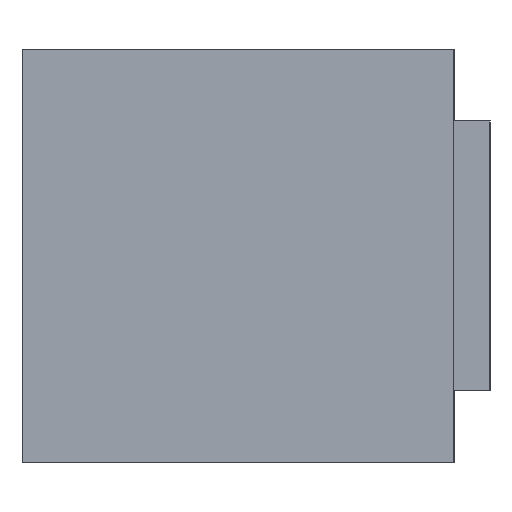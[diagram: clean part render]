
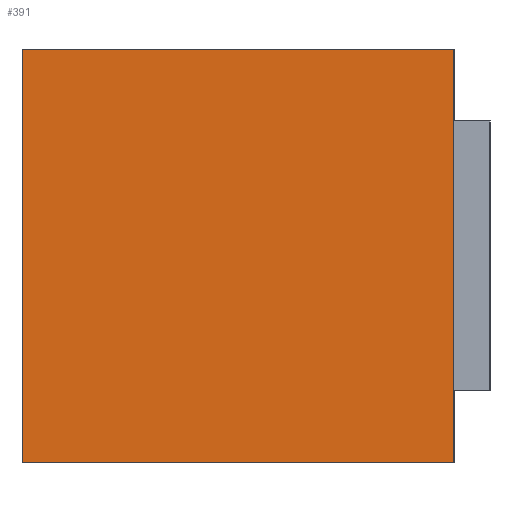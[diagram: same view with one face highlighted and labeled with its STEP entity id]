
A CAD part, left-side view. The second image highlights one B-rep face of the part: STEP entity #391.
In plain terms, the highlighted planar face has unit normal (-1, 0, 0).
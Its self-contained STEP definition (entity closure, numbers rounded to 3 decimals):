
#20 = CARTESIAN_POINT ( 'NONE',  ( -3.3, 2.6, 1.15 ) ) ;
#25 = CARTESIAN_POINT ( 'NONE',  ( -3.3, 0.2, 1.15 ) ) ;
#32 = CARTESIAN_POINT ( 'NONE',  ( -3.3, 0.2, -1.15 ) ) ;
#41 = CARTESIAN_POINT ( 'NONE',  ( -3.3, 2.6, -1.15 ) ) ;
#57 = DIRECTION ( 'NONE',  ( 0., 0., -1. ) ) ;
#58 = DIRECTION ( 'NONE',  ( 1., 0., 0. ) ) ;
#59 = CARTESIAN_POINT ( 'NONE',  ( -3.3, 2.6, -1.15 ) ) ;
#60 = PLANE ( 'NONE',  #146 ) ;
#72 = DIRECTION ( 'NONE',  ( 0., -1., 0. ) ) ;
#74 = CARTESIAN_POINT ( 'NONE',  ( -3.3, 2.6, -1.15 ) ) ;
#80 = CARTESIAN_POINT ( 'NONE',  ( -3.3, 2.6, 1.15 ) ) ;
#87 = LINE ( 'NONE', #74, #248 ) ;
#88 = DIRECTION ( 'NONE',  ( 0., 0., 1. ) ) ;
#91 = LINE ( 'NONE', #132, #249 ) ;
#125 = DIRECTION ( 'NONE',  ( 0., -1., 0. ) ) ;
#126 = LINE ( 'NONE', #134, #255 ) ;
#130 = LINE ( 'NONE', #80, #250 ) ;
#132 = CARTESIAN_POINT ( 'NONE',  ( -3.3, 2.6, -1.15 ) ) ;
#134 = CARTESIAN_POINT ( 'NONE',  ( -3.3, 0.2, -1.15 ) ) ;
#135 = DIRECTION ( 'NONE',  ( 0., 0., 1. ) ) ;
#146 = AXIS2_PLACEMENT_3D ( 'NONE', #59, #58, #57 ) ;
#154 = FACE_OUTER_BOUND ( 'NONE', #409, .T. ) ;
#248 = VECTOR ( 'NONE', #72, 1000. ) ;
#249 = VECTOR ( 'NONE', #88, 1000. ) ;
#250 = VECTOR ( 'NONE', #125, 1000. ) ;
#255 = VECTOR ( 'NONE', #135, 1000. ) ;
#311 = ORIENTED_EDGE ( 'NONE', *, *, #368, .F. ) ;
#326 = ORIENTED_EDGE ( 'NONE', *, *, #370, .T. ) ;
#327 = ORIENTED_EDGE ( 'NONE', *, *, #369, .F. ) ;
#328 = ORIENTED_EDGE ( 'NONE', *, *, #365, .T. ) ;
#365 = EDGE_CURVE ( 'NONE', #423, #433, #126, .T. ) ;
#368 = EDGE_CURVE ( 'NONE', #437, #433, #130, .T. ) ;
#369 = EDGE_CURVE ( 'NONE', #413, #437, #91, .T. ) ;
#370 = EDGE_CURVE ( 'NONE', #413, #423, #87, .T. ) ;
#391 = ADVANCED_FACE ( 'NONE', ( #154 ), #60, .F. ) ;
#409 = EDGE_LOOP ( 'NONE', ( #328, #311, #327, #326 ) ) ;
#413 = VERTEX_POINT ( 'NONE', #41 ) ;
#423 = VERTEX_POINT ( 'NONE', #32 ) ;
#433 = VERTEX_POINT ( 'NONE', #25 ) ;
#437 = VERTEX_POINT ( 'NONE', #20 ) ;
